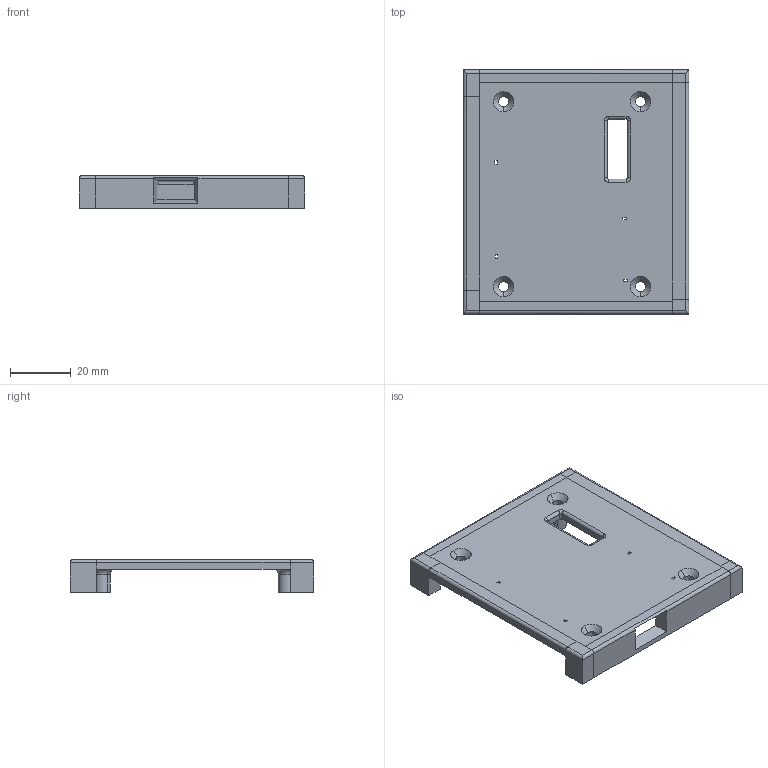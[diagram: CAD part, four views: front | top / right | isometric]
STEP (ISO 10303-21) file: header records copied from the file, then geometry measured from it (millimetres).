
FILE_DESCRIPTION(/* description */ (''),/* implementation_level */ '2;1');
FILE_NAME(/* name */ '4Runner-Seat-Heat-Case-Rev01-Bottom',/* time_stamp */ '2022-12-24T12:22:32-05:00',/* author */ (''),/* organization */ (''),/* preprocessor_version */ 'ST-DEVELOPER v16.5',/* originating_system */ 'Rhino 7.25',/* authorisation */ '');
FILE_SCHEMA (('CONFIG_CONTROL_DESIGN'));
Length unit declared in the file: millimetre
Products named in the file (1): Document
Bounding box: 74.4 x 80.47 x 10.8 mm (x, y, z)
Volume: 22191.6 mm3; surface area: 16494.4 mm2
Topology: 1 solids, 1 shells, 130 faces, 327 edges, 197 vertices
Faces by surface type: plane 74, cylinder 36, bspline 20
Entity records: 3671 total; most frequent: CARTESIAN_POINT 1453, ORIENTED_EDGE 654, EDGE_CURVE 327, VERTEX_POINT 197, B_SPLINE_CURVE_WITH_KNOTS 193, EDGE_LOOP 152, ADVANCED_FACE 130, FACE_OUTER_BOUND 130
